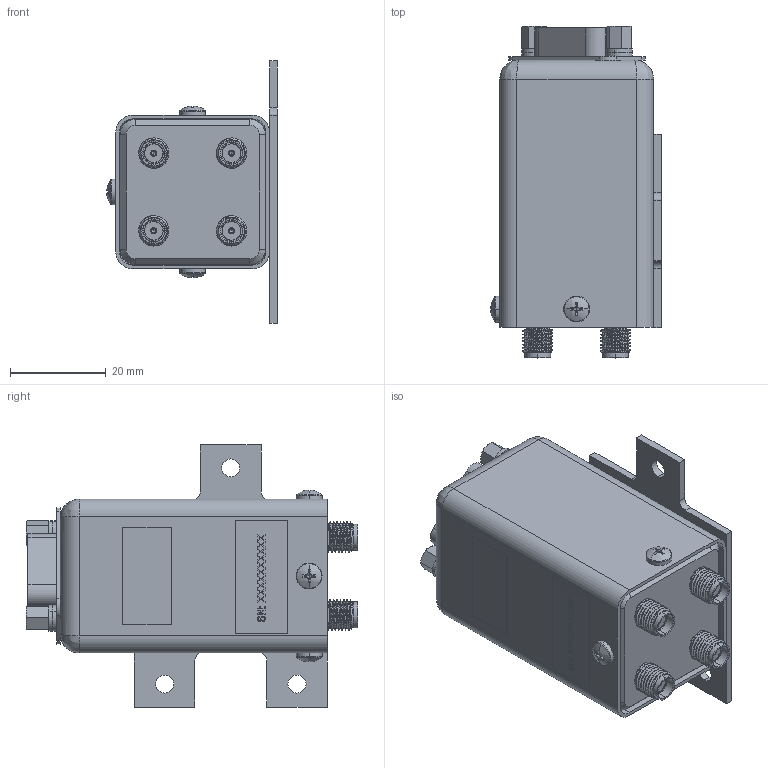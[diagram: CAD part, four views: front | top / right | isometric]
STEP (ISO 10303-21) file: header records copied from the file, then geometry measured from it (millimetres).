
FILE_DESCRIPTION (( 'STEP AP214' ), '1' );
FILE_NAME ('FMSW6536_3D.step', '2023-02-16T17:47:47', ( '' ), ( '' ), 'SwSTEP 2.0', 'SolidWorks 2022', '' );
FILE_SCHEMA (( 'AUTOMOTIVE_DESIGN' ));
Length unit declared in the file: inch
Products named in the file (11): A22021007; FMSW6536_3D; A12066001-e36000; R09003-3HOLE - ½Æ»s; R040194-e3600; 10033-064; A12075Y04_-401; A12075Y05_-403; A12075Y05_-203; LABEL ILS-100-02; A12029003-e360
Assembly tree (17 placements, depth 2):
  FMSW6536_3D
    A22021007
    A12075Y05_-203  x2
    A12075Y05_-403
    A12075Y04_-401  x3
    R040194-e3600
    R09003-3HOLE - ½Æ»s
    10033-064
    A12066001-e36000  x2
    A12029003-e360  x4
    LABEL ILS-100-02
Bounding box: 35.64 x 69.41 x 54.86 mm (x, y, z)
Volume: 16624.9 mm3; surface area: 27030.2 mm2
Topology: 17 solids, 29 shells, 1059 faces, 2712 edges, 1755 vertices
Faces by surface type: plane 380, cylinder 359, bspline 212, cone 108
Entity records: 33751 total; most frequent: CARTESIAN_POINT 15416, ORIENTED_EDGE 3275, DIRECTION 2813, EDGE_CURVE 1640, VERTEX_POINT 1072, LINE 939, VECTOR 939, AXIS2_PLACEMENT_3D 937
